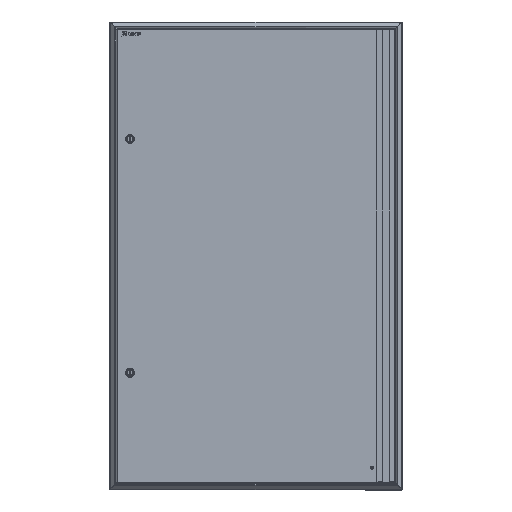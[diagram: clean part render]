
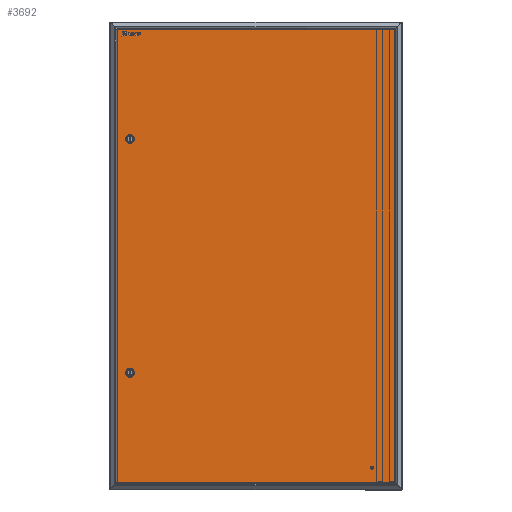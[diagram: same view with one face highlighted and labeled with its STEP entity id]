
A CAD part, top view. The second image highlights one B-rep face of the part: STEP entity #3692.
In plain terms, the highlighted planar face has unit normal (0, 0, 1).
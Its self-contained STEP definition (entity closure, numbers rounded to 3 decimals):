
#175 = CARTESIAN_POINT ( 'NONE',  ( 0., 2., 0. ) ) ;
#220 = FACE_BOUND ( 'NONE', #7258, .T. ) ;
#317 = CIRCLE ( 'NONE', #10902, 9.25 ) ;
#833 = CARTESIAN_POINT ( 'NONE',  ( 24.8, 279.381, 0. ) ) ;
#946 = CARTESIAN_POINT ( 'NONE',  ( 711.96, 1.177, 0. ) ) ;
#1152 = DIRECTION ( 'NONE',  ( 0., -1., 0. ) ) ;
#1270 = CARTESIAN_POINT ( 'NONE',  ( 24.8, 886.679, 0. ) ) ;
#1565 = CARTESIAN_POINT ( 'NONE',  ( 0., 0., 0. ) ) ;
#1972 = CARTESIAN_POINT ( 'NONE',  ( 24.8, 879.381, 0. ) ) ;
#1985 = DIRECTION ( 'NONE',  ( 0., -1., 0. ) ) ;
#2245 = ORIENTED_EDGE ( 'NONE', *, *, #28935, .T. ) ;
#2513 = LINE ( 'NONE', #1565, #20828 ) ;
#2920 = DIRECTION ( 'NONE',  ( -1., 0., 0. ) ) ;
#3202 = EDGE_CURVE ( 'NONE', #12545, #4197, #2513, .T. ) ;
#3448 = DIRECTION ( 'NONE',  ( 0., 1., 0. ) ) ;
#3523 = EDGE_CURVE ( 'NONE', #22536, #13997, #11870, .T. ) ;
#3543 = CARTESIAN_POINT ( 'NONE',  ( 33.3, 883.03, 0. ) ) ;
#3692 = ADVANCED_FACE ( 'NONE', ( #220, #24966, #25738 ), #18265, .F. ) ;
#3852 = CARTESIAN_POINT ( 'NONE',  ( 41.8, 886.679, 0. ) ) ;
#4044 = LINE ( 'NONE', #14524, #28756 ) ;
#4197 = VERTEX_POINT ( 'NONE', #15927 ) ;
#4448 = VERTEX_POINT ( 'NONE', #5174 ) ;
#4497 = VERTEX_POINT ( 'NONE', #833 ) ;
#4678 = DIRECTION ( 'NONE',  ( 0., 0., 1. ) ) ;
#5174 = CARTESIAN_POINT ( 'NONE',  ( 24.8, 286.679, 0. ) ) ;
#5959 = DIRECTION ( 'NONE',  ( 1., 0., 0. ) ) ;
#6824 = ORIENTED_EDGE ( 'NONE', *, *, #9084, .F. ) ;
#7258 = EDGE_LOOP ( 'NONE', ( #29625, #9060, #18311, #6824 ) ) ;
#7751 = EDGE_CURVE ( 'NONE', #19176, #28768, #15340, .T. ) ;
#8707 = EDGE_CURVE ( 'NONE', #13997, #19176, #317, .T. ) ;
#8873 = EDGE_LOOP ( 'NONE', ( #24823, #19018, #12376, #2245 ) ) ;
#9005 = VECTOR ( 'NONE', #15578, 1000. ) ;
#9060 = ORIENTED_EDGE ( 'NONE', *, *, #8707, .F. ) ;
#9084 = EDGE_CURVE ( 'NONE', #28768, #22536, #29532, .T. ) ;
#9151 = VECTOR ( 'NONE', #15134, 1000. ) ;
#9536 = CARTESIAN_POINT ( 'NONE',  ( 33.3, 283.03, 0. ) ) ;
#10306 = EDGE_CURVE ( 'NONE', #30703, #11525, #4044, .T. ) ;
#10725 = CARTESIAN_POINT ( 'NONE',  ( 41.8, 886.679, 0. ) ) ;
#10769 = CARTESIAN_POINT ( 'NONE',  ( 41.8, 279.381, 0. ) ) ;
#10902 = AXIS2_PLACEMENT_3D ( 'NONE', #3543, #20198, #5959 ) ;
#11018 = VERTEX_POINT ( 'NONE', #12629 ) ;
#11525 = VERTEX_POINT ( 'NONE', #26956 ) ;
#11842 = VECTOR ( 'NONE', #26589, 1000. ) ;
#11870 = LINE ( 'NONE', #3852, #30193 ) ;
#11899 = AXIS2_PLACEMENT_3D ( 'NONE', #12363, #29124, #14754 ) ;
#11932 = DIRECTION ( 'NONE',  ( -1., 0., 0. ) ) ;
#12363 = CARTESIAN_POINT ( 'NONE',  ( 33.3, 883.03, 0. ) ) ;
#12376 = ORIENTED_EDGE ( 'NONE', *, *, #3202, .T. ) ;
#12411 = CARTESIAN_POINT ( 'NONE',  ( 712.783, 1164.06, 0. ) ) ;
#12516 = VERTEX_POINT ( 'NONE', #27893 ) ;
#12545 = VERTEX_POINT ( 'NONE', #30236 ) ;
#12629 = CARTESIAN_POINT ( 'NONE',  ( 711.96, 1164.06, 0. ) ) ;
#12658 = EDGE_CURVE ( 'NONE', #4497, #30703, #17336, .T. ) ;
#12660 = CARTESIAN_POINT ( 'NONE',  ( 24.8, 886.679, 0. ) ) ;
#12701 = ORIENTED_EDGE ( 'NONE', *, *, #12658, .F. ) ;
#12975 = ORIENTED_EDGE ( 'NONE', *, *, #24249, .F. ) ;
#13017 = CARTESIAN_POINT ( 'NONE',  ( 41.8, 879.381, 0. ) ) ;
#13997 = VERTEX_POINT ( 'NONE', #10725 ) ;
#14144 = CIRCLE ( 'NONE', #14519, 9.25 ) ;
#14519 = AXIS2_PLACEMENT_3D ( 'NONE', #18919, #4678, #21377 ) ;
#14524 = CARTESIAN_POINT ( 'NONE',  ( 41.8, 279.381, 0. ) ) ;
#14754 = DIRECTION ( 'NONE',  ( 1., 0., 0. ) ) ;
#15134 = DIRECTION ( 'NONE',  ( 0., 1., 0. ) ) ;
#15340 = LINE ( 'NONE', #1270, #9005 ) ;
#15427 = EDGE_CURVE ( 'NONE', #4448, #4497, #18918, .T. ) ;
#15437 = DIRECTION ( 'NONE',  ( -1., 0., 0. ) ) ;
#15578 = DIRECTION ( 'NONE',  ( 0., -1., 0. ) ) ;
#15918 = VECTOR ( 'NONE', #2920, 1000. ) ;
#15927 = CARTESIAN_POINT ( 'NONE',  ( 0., 2., 0. ) ) ;
#16239 = LINE ( 'NONE', #946, #9151 ) ;
#16393 = CARTESIAN_POINT ( 'NONE',  ( 24.8, 279.381, 0. ) ) ;
#17331 = AXIS2_PLACEMENT_3D ( 'NONE', #9536, #26307, #11932 ) ;
#17336 = CIRCLE ( 'NONE', #17331, 9.25 ) ;
#18265 = PLANE ( 'NONE',  #20291 ) ;
#18311 = ORIENTED_EDGE ( 'NONE', *, *, #3523, .F. ) ;
#18873 = LINE ( 'NONE', #175, #11842 ) ;
#18918 = LINE ( 'NONE', #16393, #25372 ) ;
#18919 = CARTESIAN_POINT ( 'NONE',  ( 33.3, 283.03, 0. ) ) ;
#19018 = ORIENTED_EDGE ( 'NONE', *, *, #29046, .T. ) ;
#19176 = VERTEX_POINT ( 'NONE', #12660 ) ;
#20198 = DIRECTION ( 'NONE',  ( 0., 0., 1. ) ) ;
#20291 = AXIS2_PLACEMENT_3D ( 'NONE', #28950, #30629, #15437 ) ;
#20592 = EDGE_CURVE ( 'NONE', #12516, #11018, #16239, .T. ) ;
#20828 = VECTOR ( 'NONE', #1152, 1000. ) ;
#21377 = DIRECTION ( 'NONE',  ( -1., 0., 0. ) ) ;
#22283 = ORIENTED_EDGE ( 'NONE', *, *, #15427, .F. ) ;
#22312 = LINE ( 'NONE', #12411, #15918 ) ;
#22536 = VERTEX_POINT ( 'NONE', #13017 ) ;
#24012 = EDGE_LOOP ( 'NONE', ( #24933, #12701, #22283, #12975 ) ) ;
#24249 = EDGE_CURVE ( 'NONE', #11525, #4448, #14144, .T. ) ;
#24823 = ORIENTED_EDGE ( 'NONE', *, *, #20592, .T. ) ;
#24933 = ORIENTED_EDGE ( 'NONE', *, *, #10306, .F. ) ;
#24966 = FACE_BOUND ( 'NONE', #24012, .T. ) ;
#25372 = VECTOR ( 'NONE', #1985, 1000. ) ;
#25738 = FACE_OUTER_BOUND ( 'NONE', #8873, .T. ) ;
#26307 = DIRECTION ( 'NONE',  ( 0., 0., 1. ) ) ;
#26589 = DIRECTION ( 'NONE',  ( 1., 0., 0. ) ) ;
#26956 = CARTESIAN_POINT ( 'NONE',  ( 41.8, 286.679, 0. ) ) ;
#27893 = CARTESIAN_POINT ( 'NONE',  ( 711.96, 2., 0. ) ) ;
#28756 = VECTOR ( 'NONE', #29022, 1000. ) ;
#28768 = VERTEX_POINT ( 'NONE', #1972 ) ;
#28935 = EDGE_CURVE ( 'NONE', #4197, #12516, #18873, .T. ) ;
#28950 = CARTESIAN_POINT ( 'NONE',  ( 0., 0., 0. ) ) ;
#29022 = DIRECTION ( 'NONE',  ( 0., 1., 0. ) ) ;
#29046 = EDGE_CURVE ( 'NONE', #11018, #12545, #22312, .T. ) ;
#29124 = DIRECTION ( 'NONE',  ( 0., 0., 1. ) ) ;
#29532 = CIRCLE ( 'NONE', #11899, 9.25 ) ;
#29625 = ORIENTED_EDGE ( 'NONE', *, *, #7751, .F. ) ;
#30193 = VECTOR ( 'NONE', #3448, 1000. ) ;
#30236 = CARTESIAN_POINT ( 'NONE',  ( 0., 1164.06, 0. ) ) ;
#30629 = DIRECTION ( 'NONE',  ( 0., 0., -1. ) ) ;
#30703 = VERTEX_POINT ( 'NONE', #10769 ) ;
